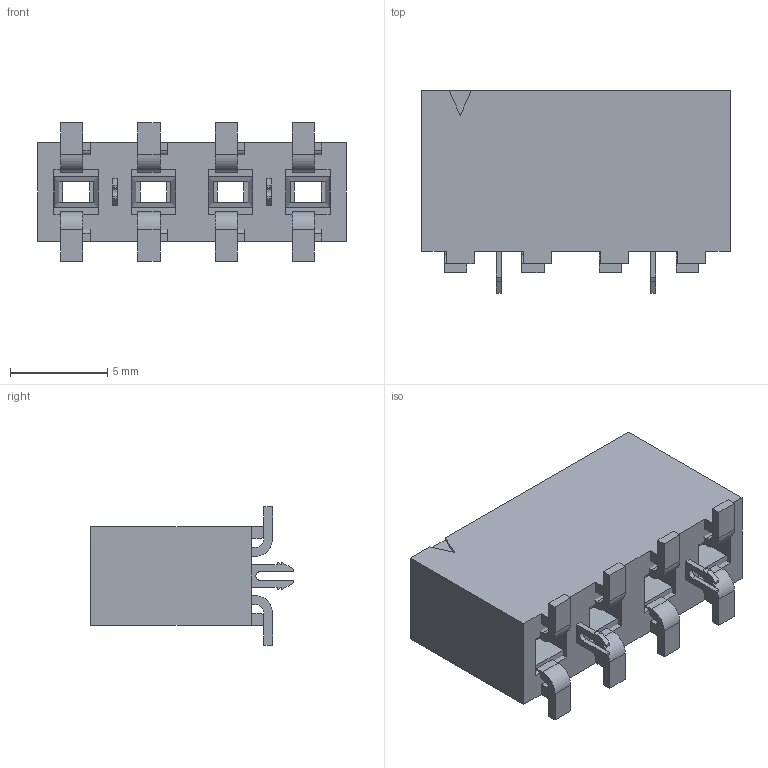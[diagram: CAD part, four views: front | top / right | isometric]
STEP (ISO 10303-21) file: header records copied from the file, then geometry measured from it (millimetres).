
FILE_DESCRIPTION( ( 'STEP AP214' ), '1' );
FILE_NAME( 'FHP-04-02-T-S-LC.stp', '2020-10-09T15:04:25', ( 'License CC BY-ND 4.0' ), ( 'CADENAS' ), ' ', 'PARTsolutions', ' ' );
FILE_SCHEMA( ( 'AUTOMOTIVE_DESIGN { 1 0 10303 214 1 1 1 1 }' ) );
Length unit declared in the file: inch
Products named in the file (3): FHP-04-02-T-S-LC; _FHP-04--SLC_socket; _C-130-02-04-S_
Assembly tree (2 placements, depth 2):
  FHP-04-02-T-S-LC
    _FHP-04--SLC_socket
    _C-130-02-04-S_
Bounding box: 15.85 x 10.41 x 7.11 mm (x, y, z)
Volume: 790.3 mm3; surface area: 1405.3 mm2
Topology: 2 solids, 2 shells, 213 faces, 585 edges, 390 vertices
Faces by surface type: plane 187, cylinder 26
Entity records: 8461 total; most frequent: CARTESIAN_POINT 1191, ORIENTED_EDGE 1170, DIRECTION 1069, EDGE_CURVE 585, LINE 533, VECTOR 533, VERTEX_POINT 390, AXIS2_PLACEMENT_3D 268
